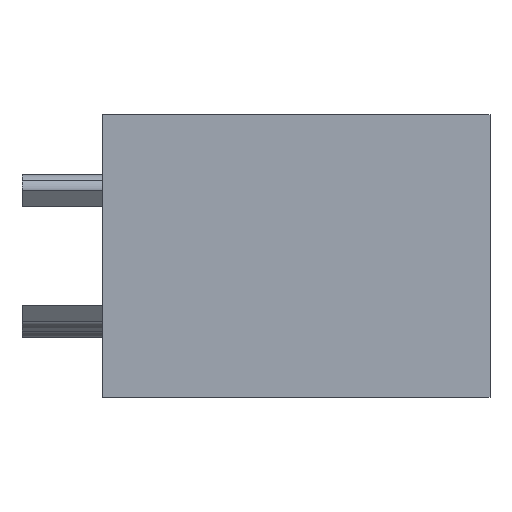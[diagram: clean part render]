
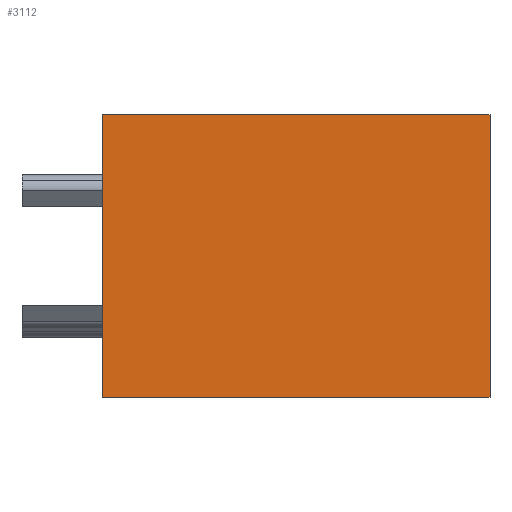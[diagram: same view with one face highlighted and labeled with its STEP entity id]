
A CAD part, front view. The second image highlights one B-rep face of the part: STEP entity #3112.
In plain terms, the highlighted planar face has unit normal (0, -1, 0).
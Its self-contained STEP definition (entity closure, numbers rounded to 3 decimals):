
#60 = EDGE_LOOP ( 'NONE', ( #3216, #1518, #3156, #892 ) ) ;
#266 = VERTEX_POINT ( 'NONE', #3114 ) ;
#390 = DIRECTION ( 'NONE',  ( 1., 0., 0. ) ) ;
#450 = CARTESIAN_POINT ( 'NONE',  ( 9.5, -37., 17.5 ) ) ;
#502 = EDGE_CURVE ( 'NONE', #266, #3283, #928, .T. ) ;
#541 = VECTOR ( 'NONE', #1509, 1000. ) ;
#712 = LINE ( 'NONE', #450, #541 ) ;
#821 = VERTEX_POINT ( 'NONE', #1435 ) ;
#892 = ORIENTED_EDGE ( 'NONE', *, *, #502, .T. ) ;
#928 = LINE ( 'NONE', #1239, #1138 ) ;
#969 = EDGE_CURVE ( 'NONE', #821, #2237, #973, .T. ) ;
#973 = LINE ( 'NONE', #1788, #2148 ) ;
#1073 = DIRECTION ( 'NONE',  ( 0., 0., -1. ) ) ;
#1138 = VECTOR ( 'NONE', #390, 1000. ) ;
#1239 = CARTESIAN_POINT ( 'NONE',  ( 9.5, -37., -17.5 ) ) ;
#1435 = CARTESIAN_POINT ( 'NONE',  ( 9.5, -37., 17.5 ) ) ;
#1441 = EDGE_CURVE ( 'NONE', #2237, #266, #2656, .T. ) ;
#1450 = CARTESIAN_POINT ( 'NONE',  ( 0., -37., 0. ) ) ;
#1509 = DIRECTION ( 'NONE',  ( 0., 0., 1. ) ) ;
#1518 = ORIENTED_EDGE ( 'NONE', *, *, #969, .T. ) ;
#1788 = CARTESIAN_POINT ( 'NONE',  ( 9.5, -37., 17.5 ) ) ;
#2011 = DIRECTION ( 'NONE',  ( -1., 0., 0. ) ) ;
#2148 = VECTOR ( 'NONE', #2011, 1000. ) ;
#2228 = AXIS2_PLACEMENT_3D ( 'NONE', #1450, #2278, #3227 ) ;
#2237 = VERTEX_POINT ( 'NONE', #2455 ) ;
#2278 = DIRECTION ( 'NONE',  ( 0., 1., 0. ) ) ;
#2299 = EDGE_CURVE ( 'NONE', #3283, #821, #712, .T. ) ;
#2345 = CARTESIAN_POINT ( 'NONE',  ( -38.5, -37., 17.5 ) ) ;
#2455 = CARTESIAN_POINT ( 'NONE',  ( -38.5, -37., 17.5 ) ) ;
#2473 = FACE_OUTER_BOUND ( 'NONE', #60, .T. ) ;
#2656 = LINE ( 'NONE', #2345, #2898 ) ;
#2898 = VECTOR ( 'NONE', #1073, 1000. ) ;
#2958 = CARTESIAN_POINT ( 'NONE',  ( 9.5, -37., -17.5 ) ) ;
#3051 = PLANE ( 'NONE',  #2228 ) ;
#3112 = ADVANCED_FACE ( 'NONE', ( #2473 ), #3051, .F. ) ;
#3114 = CARTESIAN_POINT ( 'NONE',  ( -38.5, -37., -17.5 ) ) ;
#3156 = ORIENTED_EDGE ( 'NONE', *, *, #1441, .T. ) ;
#3216 = ORIENTED_EDGE ( 'NONE', *, *, #2299, .T. ) ;
#3227 = DIRECTION ( 'NONE',  ( 0., 0., 1. ) ) ;
#3283 = VERTEX_POINT ( 'NONE', #2958 ) ;
